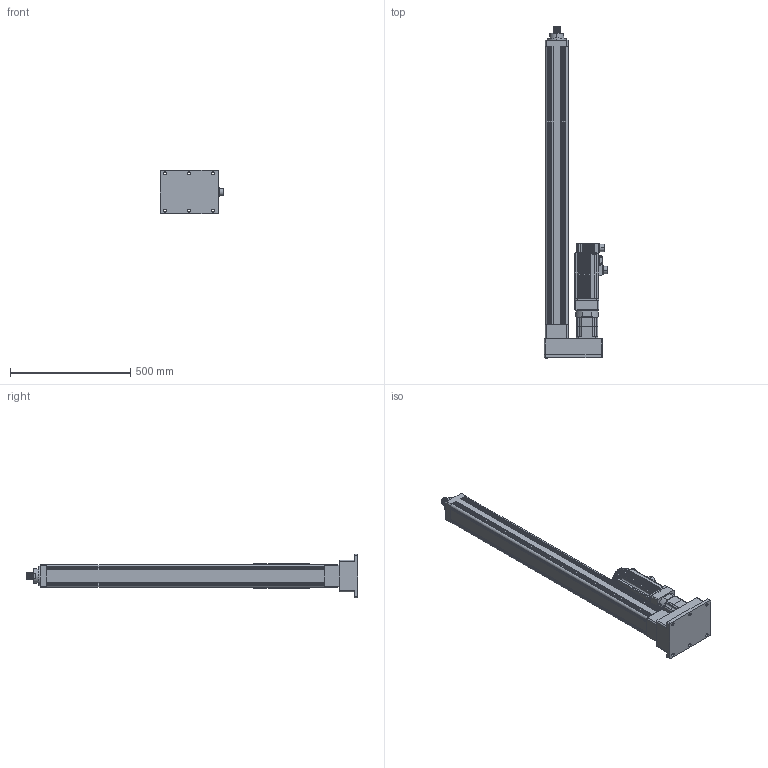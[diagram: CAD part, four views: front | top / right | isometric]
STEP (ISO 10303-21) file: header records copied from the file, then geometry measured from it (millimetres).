
FILE_DESCRIPTION (( 'STEP AP203' ), '1' );
FILE_NAME ('RLA95-10HB-25KN-R1000-33mm-s.STEP', '2025-01-17T02:05:19', ( '微软用户' ), ( '微软中国' ), 'SwSTEP 2.0', 'SolidWorks 2022', '' );
FILE_SCHEMA (( 'CONFIG_CONTROL_DESIGN' ));
Products named in the file (4): 95缸行程1000折叠底板安装; RLA95-10HB-25KN-R1000-33mm-s; 1.5KW-3000带刹车; PGH90-L2-22-95-115-M8-A22
Assembly tree (3 placements, depth 2):
  RLA95-10HB-25KN-R1000-33mm-s
    95缸行程1000折叠底板安装
    PGH90-L2-22-95-115-M8-A22
    1.5KW-3000带刹车
Bounding box: 265.5 x 1382 x 180 mm (x, y, z)
Volume: 8621367.9 mm3; surface area: 1605860.1 mm2
Topology: 21 solids, 43 shells, 2012 faces, 5342 edges, 3273 vertices
Faces by surface type: bspline 1226, cylinder 343, plane 341, cone 66, torus 36
Entity records: 79730 total; most frequent: CARTESIAN_POINT 42324, ORIENTED_EDGE 9978, EDGE_CURVE 5231, DIRECTION 4256, VERTEX_POINT 3281, EDGE_LOOP 2254, FACE_OUTER_BOUND 2014, ADVANCED_FACE 2012
